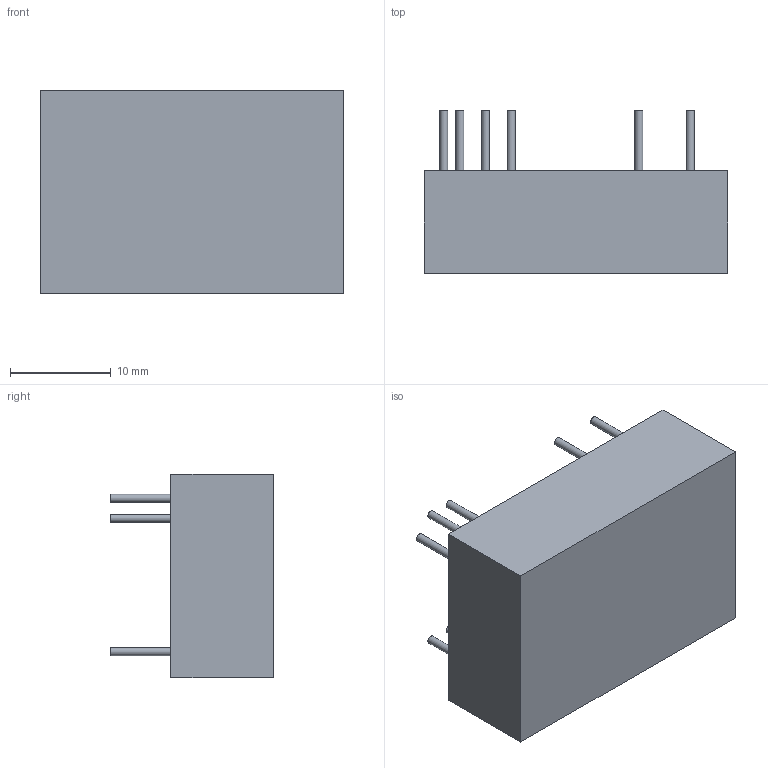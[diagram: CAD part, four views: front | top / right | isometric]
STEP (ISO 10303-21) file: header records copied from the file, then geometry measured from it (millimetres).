
FILE_DESCRIPTION(/* description */ (''),/* implementation_level */ '2;1');
FILE_NAME(/* name */ 'МДМ8-2В.stp',/* time_stamp */ '2018-01-25T15:54:35+03:00',/* author */ ('Abaranov'),/* organization */ (''),/* preprocessor_version */ 'ST-DEVELOPER v16.1',/* originating_system */ 'Autodesk Inventor 2016',/* authorisation */ '');
FILE_SCHEMA (('AUTOMOTIVE_DESIGN { 1 0 10303 214 3 1 1 }'));
Length unit declared in the file: millimetre
Products named in the file (1): МДМ8-2В
Bounding box: 30.2 x 16.2 x 20.2 mm (x, y, z)
Volume: 6252.6 mm3; surface area: 2409.1 mm2
Topology: 11 solids, 11 shells, 36 faces, 42 edges, 28 vertices
Faces by surface type: plane 26, cylinder 10
Full cylindrical faces by diameter (mm): 0.8 x10
Entity records: 684 total; most frequent: DIRECTION 126, CARTESIAN_POINT 97, ORIENTED_EDGE 64, AXIS2_PLACEMENT_3D 57, EDGE_LOOP 46, FACE_OUTER_BOUND 36, ADVANCED_FACE 36, EDGE_CURVE 32
